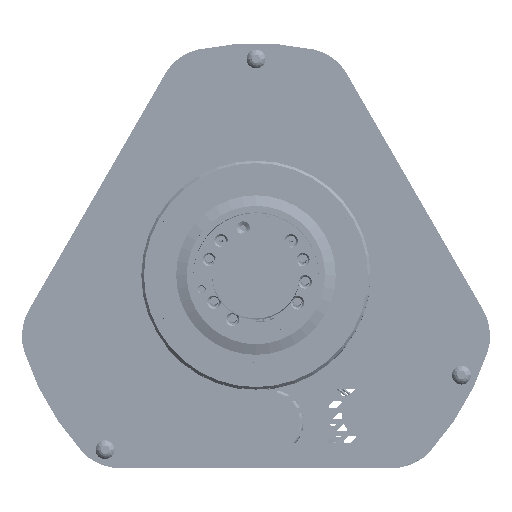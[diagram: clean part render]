
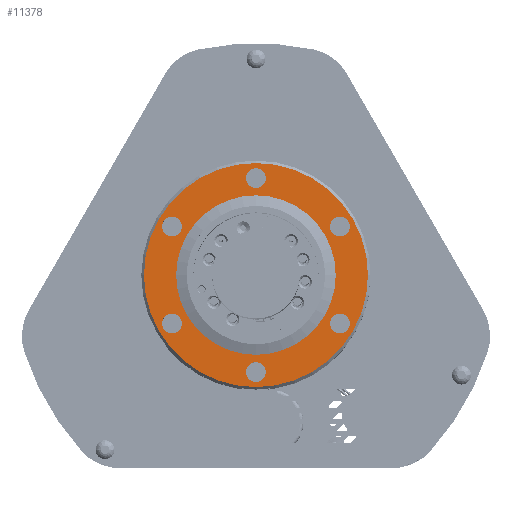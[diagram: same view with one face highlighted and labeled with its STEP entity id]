
A CAD part, top view. The second image highlights one B-rep face of the part: STEP entity #11378.
In plain terms, the highlighted planar face has unit normal (0, 0, 1).
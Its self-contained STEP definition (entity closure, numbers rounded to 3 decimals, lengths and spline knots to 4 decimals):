
#3059=FACE_BOUND('',#20943,.T.);
#3060=FACE_BOUND('',#20944,.T.);
#3061=FACE_BOUND('',#20945,.T.);
#3062=FACE_BOUND('',#20946,.T.);
#3063=FACE_BOUND('',#20947,.T.);
#3064=FACE_BOUND('',#20948,.T.);
#3065=FACE_BOUND('',#20949,.T.);
#3066=FACE_BOUND('',#20950,.T.);
#7670=PLANE('',#83165);
#11378=ADVANCED_FACE('',(#3059,#3060,#3061,#3062,#3063,#3064,#3065,#3066),
#7670,.T.);
#20943=EDGE_LOOP('',(#49872));
#20944=EDGE_LOOP('',(#49873));
#20945=EDGE_LOOP('',(#49874));
#20946=EDGE_LOOP('',(#49875));
#20947=EDGE_LOOP('',(#49876));
#20948=EDGE_LOOP('',(#49877));
#20949=EDGE_LOOP('',(#49878));
#20950=EDGE_LOOP('',(#49879));
#49872=ORIENTED_EDGE('',*,*,#70525,.T.);
#49873=ORIENTED_EDGE('',*,*,#70526,.T.);
#49874=ORIENTED_EDGE('',*,*,#70527,.T.);
#49875=ORIENTED_EDGE('',*,*,#70528,.T.);
#49876=ORIENTED_EDGE('',*,*,#70529,.F.);
#49877=ORIENTED_EDGE('',*,*,#70530,.T.);
#49878=ORIENTED_EDGE('',*,*,#70531,.T.);
#49879=ORIENTED_EDGE('',*,*,#70532,.T.);
#61062=VERTEX_POINT('',#151558);
#61063=VERTEX_POINT('',#151560);
#61064=VERTEX_POINT('',#151562);
#61065=VERTEX_POINT('',#151564);
#61066=VERTEX_POINT('',#151566);
#61067=VERTEX_POINT('',#151568);
#61068=VERTEX_POINT('',#151570);
#61069=VERTEX_POINT('',#151572);
#70525=EDGE_CURVE('',#61062,#61062,#77682,.T.);
#70526=EDGE_CURVE('',#61063,#61063,#77683,.T.);
#70527=EDGE_CURVE('',#61064,#61064,#77684,.T.);
#70528=EDGE_CURVE('',#61065,#61065,#77685,.T.);
#70529=EDGE_CURVE('',#61066,#61066,#77686,.T.);
#70530=EDGE_CURVE('',#61067,#61067,#77687,.T.);
#70531=EDGE_CURVE('',#61068,#61068,#77688,.T.);
#70532=EDGE_CURVE('',#61069,#61069,#77689,.T.);
#77682=CIRCLE('',#83157,0.118);
#77683=CIRCLE('',#83158,0.118);
#77684=CIRCLE('',#83159,0.118);
#77685=CIRCLE('',#83160,1.3355);
#77686=CIRCLE('',#83161,0.951);
#77687=CIRCLE('',#83162,0.118);
#77688=CIRCLE('',#83163,0.118);
#77689=CIRCLE('',#83164,0.118);
#83157=AXIS2_PLACEMENT_3D('',#151557,#99044,#99045);
#83158=AXIS2_PLACEMENT_3D('',#151559,#99046,#99047);
#83159=AXIS2_PLACEMENT_3D('',#151561,#99048,#99049);
#83160=AXIS2_PLACEMENT_3D('',#151563,#99050,#99051);
#83161=AXIS2_PLACEMENT_3D('',#151565,#99052,#99053);
#83162=AXIS2_PLACEMENT_3D('',#151567,#99054,#99055);
#83163=AXIS2_PLACEMENT_3D('',#151569,#99056,#99057);
#83164=AXIS2_PLACEMENT_3D('',#151571,#99058,#99059);
#83165=AXIS2_PLACEMENT_3D('',#151573,#99060,#99061);
#99044=DIRECTION('',(0.,0.,-1.));
#99045=DIRECTION('',(-1.,0.,0.));
#99046=DIRECTION('',(0.,0.,-1.));
#99047=DIRECTION('',(0.5,0.866,0.));
#99048=DIRECTION('',(0.,0.,-1.));
#99049=DIRECTION('',(0.5,-0.866,0.));
#99050=DIRECTION('',(0.,0.,1.));
#99051=DIRECTION('',(0.5,0.866,0.));
#99052=DIRECTION('',(0.,0.,1.));
#99053=DIRECTION('',(0.5,0.866,0.));
#99054=DIRECTION('',(0.,0.,-1.));
#99055=DIRECTION('',(1.,0.,0.));
#99056=DIRECTION('',(0.,0.,-1.));
#99057=DIRECTION('',(-0.5,0.866,0.));
#99058=DIRECTION('',(0.,0.,-1.));
#99059=DIRECTION('',(-0.5,-0.866,0.));
#99060=DIRECTION('',(0.,0.,1.));
#99061=DIRECTION('',(0.5,0.866,0.));
#151557=CARTESIAN_POINT('',(-0.0006,1.8745,13.0862));
#151558=CARTESIAN_POINT('',(-0.1186,1.8745,13.0862));
#151559=CARTESIAN_POINT('',(1.0005,0.1405,13.0862));
#151560=CARTESIAN_POINT('',(1.0595,0.2427,13.0862));
#151561=CARTESIAN_POINT('',(-1.0018,0.1405,13.0862));
#151562=CARTESIAN_POINT('',(-0.9428,0.0383,13.0862));
#151563=CARTESIAN_POINT('',(-0.0006,0.7185,13.0862));
#151564=CARTESIAN_POINT('',(0.6671,1.875,13.0862));
#151565=CARTESIAN_POINT('',(-0.0006,0.7185,13.0862));
#151566=CARTESIAN_POINT('',(0.4749,1.5421,13.0862));
#151567=CARTESIAN_POINT('',(-0.0006,-0.4375,13.0862));
#151568=CARTESIAN_POINT('',(0.1174,-0.4375,13.0862));
#151569=CARTESIAN_POINT('',(1.0005,1.2965,13.0862));
#151570=CARTESIAN_POINT('',(0.9415,1.3987,13.0862));
#151571=CARTESIAN_POINT('',(-1.0018,1.2965,13.0862));
#151572=CARTESIAN_POINT('',(-1.0608,1.1943,13.0862));
#151573=CARTESIAN_POINT('',(0.823,0.243,13.0862));
